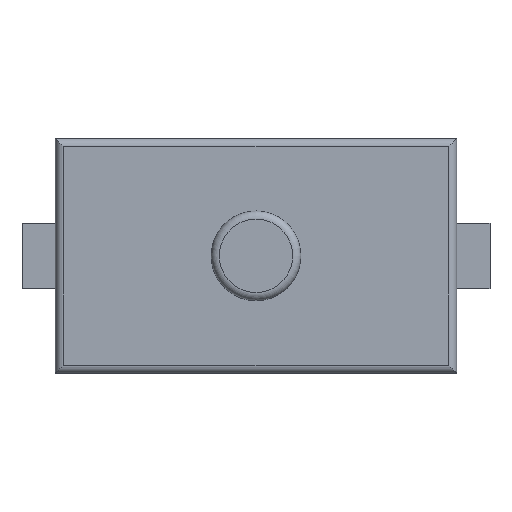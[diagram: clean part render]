
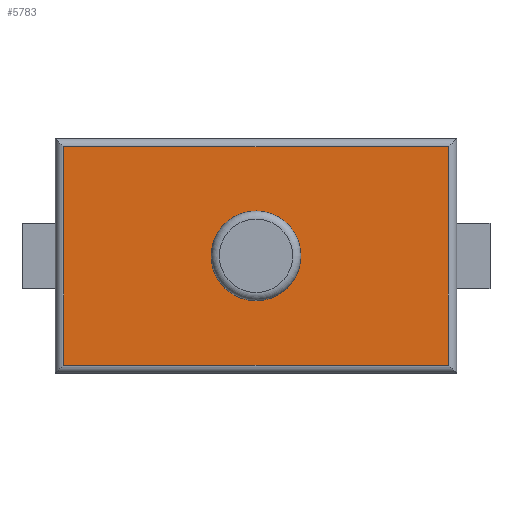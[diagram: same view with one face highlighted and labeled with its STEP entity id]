
A CAD part, top view. The second image highlights one B-rep face of the part: STEP entity #5783.
In plain terms, the highlighted planar face has unit normal (0, 0, 1).
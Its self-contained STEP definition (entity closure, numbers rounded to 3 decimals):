
#353=CIRCLE('',#6062,0.699);
#448=ORIENTED_EDGE('',*,*,#1650,.T.);
#449=ORIENTED_EDGE('',*,*,#1651,.T.);
#450=ORIENTED_EDGE('',*,*,#1652,.T.);
#451=ORIENTED_EDGE('',*,*,#1653,.T.);
#452=ORIENTED_EDGE('',*,*,#1654,.F.);
#1650=EDGE_CURVE('',#2249,#2250,#2660,.F.);
#1651=EDGE_CURVE('',#2250,#2251,#2661,.F.);
#1652=EDGE_CURVE('',#2251,#2252,#2662,.F.);
#1653=EDGE_CURVE('',#2252,#2249,#2663,.F.);
#1654=EDGE_CURVE('',#2253,#2253,#353,.F.);
#2249=VERTEX_POINT('',#7217);
#2250=VERTEX_POINT('',#7218);
#2251=VERTEX_POINT('',#7220);
#2252=VERTEX_POINT('',#7222);
#2253=VERTEX_POINT('',#7225);
#2660=LINE('',#7216,#2996);
#2661=LINE('',#7219,#2997);
#2662=LINE('',#7221,#2998);
#2663=LINE('',#7223,#2999);
#2996=VECTOR('',#6371,1000.);
#2997=VECTOR('',#6372,1000.);
#2998=VECTOR('',#6373,1000.);
#2999=VECTOR('',#6374,1000.);
#3257=EDGE_LOOP('',(#448,#449,#450,#451));
#3258=EDGE_LOOP('',(#452));
#3529=FACE_BOUND('',#3257,.T.);
#3530=FACE_BOUND('',#3258,.T.);
#3801=PLANE('',#6061);
#5783=ADVANCED_FACE('',(#3529,#3530),#3801,.F.);
#6061=AXIS2_PLACEMENT_3D('',#7215,#6369,#6370);
#6062=AXIS2_PLACEMENT_3D('',#7224,#6375,#6376);
#6369=DIRECTION('',(0.,0.,-1.));
#6370=DIRECTION('',(-1.,0.,0.));
#6371=DIRECTION('',(0.,-1.,0.));
#6372=DIRECTION('',(1.,0.,0.));
#6373=DIRECTION('',(0.,1.,0.));
#6374=DIRECTION('',(-1.,0.,0.));
#6375=DIRECTION('',(0.,0.,-1.));
#6376=DIRECTION('',(-1.,0.,0.));
#7215=CARTESIAN_POINT('',(0.,0.,1.549));
#7216=CARTESIAN_POINT('',(2.998,1.829,1.549));
#7217=CARTESIAN_POINT('',(2.998,-1.702,1.549));
#7218=CARTESIAN_POINT('',(2.998,1.702,1.549));
#7219=CARTESIAN_POINT('',(-3.125,1.702,1.549));
#7220=CARTESIAN_POINT('',(-2.998,1.702,1.549));
#7221=CARTESIAN_POINT('',(-2.998,-1.829,1.549));
#7222=CARTESIAN_POINT('',(-2.998,-1.702,1.549));
#7223=CARTESIAN_POINT('',(3.125,-1.702,1.549));
#7224=CARTESIAN_POINT('',(0.,0.,1.549));
#7225=CARTESIAN_POINT('',(-0.699,0.,1.549));
